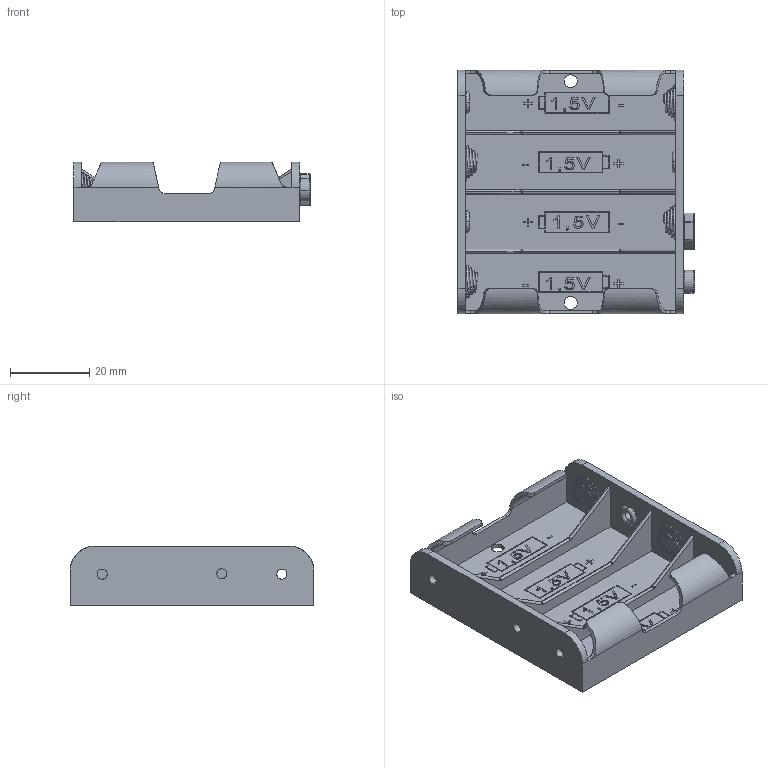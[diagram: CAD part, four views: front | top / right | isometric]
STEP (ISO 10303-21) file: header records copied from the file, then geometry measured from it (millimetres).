
FILE_DESCRIPTION (( 'STEP AP214' ), '1' );
FILE_NAME ('4xAA BATTERY HOLDER 1_5V.STEP', '2026-01-06T22:27:03', ( '' ), ( '' ), 'SwSTEP 2.0', 'SolidWorks 2025', '' );
FILE_SCHEMA (( 'AUTOMOTIVE_DESIGN' ));
Length unit declared in the file: millimetre
Products named in the file (1): 4xAA BATTERY HOLDER 1_5V
Bounding box: 59.56 x 61.47 x 15.11 mm (x, y, z)
Volume: 9010.2 mm3; surface area: 15761.9 mm2
Topology: 5 solids, 5 shells, 531 faces, 1365 edges, 882 vertices
Faces by surface type: plane 323, cylinder 97, bspline 68, torus 37, sphere 6
Entity records: 32845 total; most frequent: CARTESIAN_POINT 14552, ORIENTED_EDGE 2722, DIRECTION 2305, EDGE_CURVE 1361, VECTOR 973, LINE 973, VERTEX_POINT 879, AXIS2_PLACEMENT_3D 666
